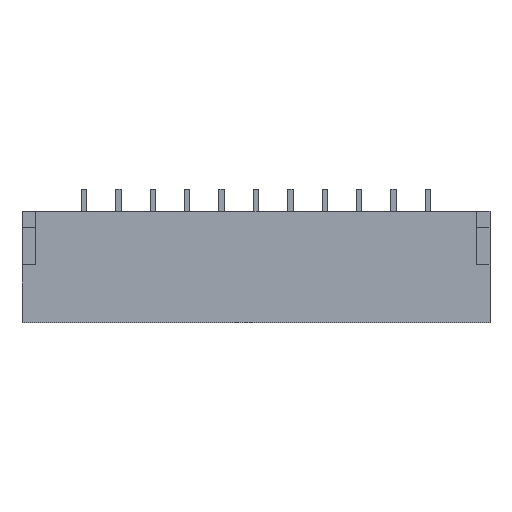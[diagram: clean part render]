
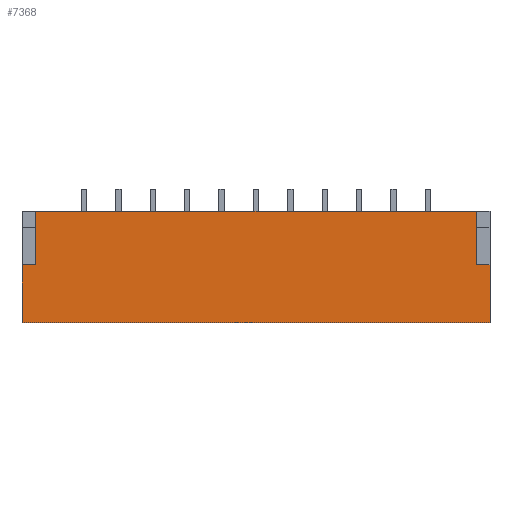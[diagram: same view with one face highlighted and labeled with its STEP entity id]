
A CAD part, top view. The second image highlights one B-rep face of the part: STEP entity #7368.
In plain terms, the highlighted planar face has unit normal (0, 0, 1).
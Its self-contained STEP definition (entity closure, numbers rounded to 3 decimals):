
#373 = PLANE('',#374);
#374 = AXIS2_PLACEMENT_3D('',#375,#376,#377);
#375 = CARTESIAN_POINT('',(8.5,-2.75,0.1));
#376 = DIRECTION('',(-1.,0.,0.));
#377 = DIRECTION('',(0.,-1.,0.));
#429 = PLANE('',#430);
#430 = AXIS2_PLACEMENT_3D('',#431,#432,#433);
#431 = CARTESIAN_POINT('',(-8.5,-2.75,0.1));
#432 = DIRECTION('',(1.,0.,0.));
#433 = DIRECTION('',(0.,1.,0.));
#2218 = PLANE('',#2219);
#2219 = AXIS2_PLACEMENT_3D('',#2220,#2221,#2222);
#2220 = CARTESIAN_POINT('',(8.5,1.3,4.35));
#2221 = DIRECTION('',(0.,-1.,0.));
#2222 = DIRECTION('',(1.,0.,0.));
#3127 = VERTEX_POINT('',#3128);
#3128 = CARTESIAN_POINT('',(-8.5,-2.75,4.35));
#3142 = PLANE('',#3143);
#3143 = AXIS2_PLACEMENT_3D('',#3144,#3145,#3146);
#3144 = CARTESIAN_POINT('',(8.5,-2.75,4.35));
#3145 = DIRECTION('',(0.,-1.,0.));
#3146 = DIRECTION('',(1.,0.,0.));
#3154 = EDGE_CURVE('',#3127,#3155,#3157,.T.);
#3155 = VERTEX_POINT('',#3156);
#3156 = CARTESIAN_POINT('',(-8.5,-0.65,4.35));
#3157 = SURFACE_CURVE('',#3158,(#3162,#3169),.PCURVE_S1.);
#3158 = LINE('',#3159,#3160);
#3159 = CARTESIAN_POINT('',(-8.5,-2.75,4.35));
#3160 = VECTOR('',#3161,1.);
#3161 = DIRECTION('',(0.,1.,0.));
#3162 = PCURVE('',#429,#3163);
#3163 = DEFINITIONAL_REPRESENTATION('',(#3164),#3168);
#3164 = LINE('',#3165,#3166);
#3165 = CARTESIAN_POINT('',(0.,4.25));
#3166 = VECTOR('',#3167,1.);
#3167 = DIRECTION('',(1.,0.));
#3168 = ( GEOMETRIC_REPRESENTATION_CONTEXT(2) 
PARAMETRIC_REPRESENTATION_CONTEXT() REPRESENTATION_CONTEXT('2D SPACE',''
  ) );
#3169 = PCURVE('',#3170,#3175);
#3170 = PLANE('',#3171);
#3171 = AXIS2_PLACEMENT_3D('',#3172,#3173,#3174);
#3172 = CARTESIAN_POINT('',(8.5,-2.75,4.35));
#3173 = DIRECTION('',(0.,0.,-1.));
#3174 = DIRECTION('',(1.,0.,0.));
#3175 = DEFINITIONAL_REPRESENTATION('',(#3176),#3180);
#3176 = LINE('',#3177,#3178);
#3177 = CARTESIAN_POINT('',(-17.,0.));
#3178 = VECTOR('',#3179,1.);
#3179 = DIRECTION('',(0.,-1.));
#3180 = ( GEOMETRIC_REPRESENTATION_CONTEXT(2) 
PARAMETRIC_REPRESENTATION_CONTEXT() REPRESENTATION_CONTEXT('2D SPACE',''
  ) );
#3198 = PLANE('',#3199);
#3199 = AXIS2_PLACEMENT_3D('',#3200,#3201,#3202);
#3200 = CARTESIAN_POINT('',(-8.,-0.65,4.35));
#3201 = DIRECTION('',(0.,1.,0.));
#3202 = DIRECTION('',(-1.,0.,0.));
#3743 = VERTEX_POINT('',#3744);
#3744 = CARTESIAN_POINT('',(8.5,-0.65,4.35));
#3758 = PLANE('',#3759);
#3759 = AXIS2_PLACEMENT_3D('',#3760,#3761,#3762);
#3760 = CARTESIAN_POINT('',(8.,-0.65,4.35));
#3761 = DIRECTION('',(0.,-1.,0.));
#3762 = DIRECTION('',(1.,0.,0.));
#3770 = EDGE_CURVE('',#3771,#3743,#3773,.T.);
#3771 = VERTEX_POINT('',#3772);
#3772 = CARTESIAN_POINT('',(8.5,-2.75,4.35));
#3773 = SURFACE_CURVE('',#3774,(#3778,#3785),.PCURVE_S1.);
#3774 = LINE('',#3775,#3776);
#3775 = CARTESIAN_POINT('',(8.5,-2.75,4.35));
#3776 = VECTOR('',#3777,1.);
#3777 = DIRECTION('',(0.,1.,0.));
#3778 = PCURVE('',#373,#3779);
#3779 = DEFINITIONAL_REPRESENTATION('',(#3780),#3784);
#3780 = LINE('',#3781,#3782);
#3781 = CARTESIAN_POINT('',(0.,4.25));
#3782 = VECTOR('',#3783,1.);
#3783 = DIRECTION('',(-1.,0.));
#3784 = ( GEOMETRIC_REPRESENTATION_CONTEXT(2) 
PARAMETRIC_REPRESENTATION_CONTEXT() REPRESENTATION_CONTEXT('2D SPACE',''
  ) );
#3785 = PCURVE('',#3170,#3786);
#3786 = DEFINITIONAL_REPRESENTATION('',(#3787),#3791);
#3787 = LINE('',#3788,#3789);
#3788 = CARTESIAN_POINT('',(0.,0.));
#3789 = VECTOR('',#3790,1.);
#3790 = DIRECTION('',(0.,-1.));
#3791 = ( GEOMETRIC_REPRESENTATION_CONTEXT(2) 
PARAMETRIC_REPRESENTATION_CONTEXT() REPRESENTATION_CONTEXT('2D SPACE',''
  ) );
#5691 = VERTEX_POINT('',#5692);
#5692 = CARTESIAN_POINT('',(-8.,1.3,4.35));
#5706 = PLANE('',#5707);
#5707 = AXIS2_PLACEMENT_3D('',#5708,#5709,#5710);
#5708 = CARTESIAN_POINT('',(-8.,-0.65,4.35));
#5709 = DIRECTION('',(-1.,0.,0.));
#5710 = DIRECTION('',(0.,1.,0.));
#5718 = EDGE_CURVE('',#5719,#5691,#5721,.T.);
#5719 = VERTEX_POINT('',#5720);
#5720 = CARTESIAN_POINT('',(8.,1.3,4.35));
#5721 = SURFACE_CURVE('',#5722,(#5726,#5733),.PCURVE_S1.);
#5722 = LINE('',#5723,#5724);
#5723 = CARTESIAN_POINT('',(8.5,1.3,4.35));
#5724 = VECTOR('',#5725,1.);
#5725 = DIRECTION('',(-1.,0.,0.));
#5726 = PCURVE('',#2218,#5727);
#5727 = DEFINITIONAL_REPRESENTATION('',(#5728),#5732);
#5728 = LINE('',#5729,#5730);
#5729 = CARTESIAN_POINT('',(0.,0.));
#5730 = VECTOR('',#5731,1.);
#5731 = DIRECTION('',(-1.,0.));
#5732 = ( GEOMETRIC_REPRESENTATION_CONTEXT(2) 
PARAMETRIC_REPRESENTATION_CONTEXT() REPRESENTATION_CONTEXT('2D SPACE',''
  ) );
#5733 = PCURVE('',#3170,#5734);
#5734 = DEFINITIONAL_REPRESENTATION('',(#5735),#5739);
#5735 = LINE('',#5736,#5737);
#5736 = CARTESIAN_POINT('',(0.,-4.05));
#5737 = VECTOR('',#5738,1.);
#5738 = DIRECTION('',(-1.,0.));
#5739 = ( GEOMETRIC_REPRESENTATION_CONTEXT(2) 
PARAMETRIC_REPRESENTATION_CONTEXT() REPRESENTATION_CONTEXT('2D SPACE',''
  ) );
#5757 = PLANE('',#5758);
#5758 = AXIS2_PLACEMENT_3D('',#5759,#5760,#5761);
#5759 = CARTESIAN_POINT('',(8.,-0.65,4.35));
#5760 = DIRECTION('',(1.,0.,0.));
#5761 = DIRECTION('',(0.,1.,0.));
#7368 = ADVANCED_FACE('',(#7369),#3170,.F.);
#7369 = FACE_BOUND('',#7370,.T.);
#7370 = EDGE_LOOP('',(#7371,#7394,#7395,#7416,#7417,#7440,#7461,#7462));
#7371 = ORIENTED_EDGE('',*,*,#7372,.T.);
#7372 = EDGE_CURVE('',#7373,#3155,#7375,.T.);
#7373 = VERTEX_POINT('',#7374);
#7374 = CARTESIAN_POINT('',(-8.,-0.65,4.35));
#7375 = SURFACE_CURVE('',#7376,(#7380,#7387),.PCURVE_S1.);
#7376 = LINE('',#7377,#7378);
#7377 = CARTESIAN_POINT('',(-8.,-0.65,4.35));
#7378 = VECTOR('',#7379,1.);
#7379 = DIRECTION('',(-1.,0.,0.));
#7380 = PCURVE('',#3170,#7381);
#7381 = DEFINITIONAL_REPRESENTATION('',(#7382),#7386);
#7382 = LINE('',#7383,#7384);
#7383 = CARTESIAN_POINT('',(-16.5,-2.1));
#7384 = VECTOR('',#7385,1.);
#7385 = DIRECTION('',(-1.,0.));
#7386 = ( GEOMETRIC_REPRESENTATION_CONTEXT(2) 
PARAMETRIC_REPRESENTATION_CONTEXT() REPRESENTATION_CONTEXT('2D SPACE',''
  ) );
#7387 = PCURVE('',#3198,#7388);
#7388 = DEFINITIONAL_REPRESENTATION('',(#7389),#7393);
#7389 = LINE('',#7390,#7391);
#7390 = CARTESIAN_POINT('',(0.,0.));
#7391 = VECTOR('',#7392,1.);
#7392 = DIRECTION('',(1.,0.));
#7393 = ( GEOMETRIC_REPRESENTATION_CONTEXT(2) 
PARAMETRIC_REPRESENTATION_CONTEXT() REPRESENTATION_CONTEXT('2D SPACE',''
  ) );
#7394 = ORIENTED_EDGE('',*,*,#3154,.F.);
#7395 = ORIENTED_EDGE('',*,*,#7396,.F.);
#7396 = EDGE_CURVE('',#3771,#3127,#7397,.T.);
#7397 = SURFACE_CURVE('',#7398,(#7402,#7409),.PCURVE_S1.);
#7398 = LINE('',#7399,#7400);
#7399 = CARTESIAN_POINT('',(8.5,-2.75,4.35));
#7400 = VECTOR('',#7401,1.);
#7401 = DIRECTION('',(-1.,0.,0.));
#7402 = PCURVE('',#3170,#7403);
#7403 = DEFINITIONAL_REPRESENTATION('',(#7404),#7408);
#7404 = LINE('',#7405,#7406);
#7405 = CARTESIAN_POINT('',(0.,0.));
#7406 = VECTOR('',#7407,1.);
#7407 = DIRECTION('',(-1.,0.));
#7408 = ( GEOMETRIC_REPRESENTATION_CONTEXT(2) 
PARAMETRIC_REPRESENTATION_CONTEXT() REPRESENTATION_CONTEXT('2D SPACE',''
  ) );
#7409 = PCURVE('',#3142,#7410);
#7410 = DEFINITIONAL_REPRESENTATION('',(#7411),#7415);
#7411 = LINE('',#7412,#7413);
#7412 = CARTESIAN_POINT('',(0.,0.));
#7413 = VECTOR('',#7414,1.);
#7414 = DIRECTION('',(-1.,0.));
#7415 = ( GEOMETRIC_REPRESENTATION_CONTEXT(2) 
PARAMETRIC_REPRESENTATION_CONTEXT() REPRESENTATION_CONTEXT('2D SPACE',''
  ) );
#7416 = ORIENTED_EDGE('',*,*,#3770,.T.);
#7417 = ORIENTED_EDGE('',*,*,#7418,.F.);
#7418 = EDGE_CURVE('',#7419,#3743,#7421,.T.);
#7419 = VERTEX_POINT('',#7420);
#7420 = CARTESIAN_POINT('',(8.,-0.65,4.35));
#7421 = SURFACE_CURVE('',#7422,(#7426,#7433),.PCURVE_S1.);
#7422 = LINE('',#7423,#7424);
#7423 = CARTESIAN_POINT('',(8.,-0.65,4.35));
#7424 = VECTOR('',#7425,1.);
#7425 = DIRECTION('',(1.,0.,0.));
#7426 = PCURVE('',#3170,#7427);
#7427 = DEFINITIONAL_REPRESENTATION('',(#7428),#7432);
#7428 = LINE('',#7429,#7430);
#7429 = CARTESIAN_POINT('',(-0.5,-2.1));
#7430 = VECTOR('',#7431,1.);
#7431 = DIRECTION('',(1.,0.));
#7432 = ( GEOMETRIC_REPRESENTATION_CONTEXT(2) 
PARAMETRIC_REPRESENTATION_CONTEXT() REPRESENTATION_CONTEXT('2D SPACE',''
  ) );
#7433 = PCURVE('',#3758,#7434);
#7434 = DEFINITIONAL_REPRESENTATION('',(#7435),#7439);
#7435 = LINE('',#7436,#7437);
#7436 = CARTESIAN_POINT('',(0.,0.));
#7437 = VECTOR('',#7438,1.);
#7438 = DIRECTION('',(1.,0.));
#7439 = ( GEOMETRIC_REPRESENTATION_CONTEXT(2) 
PARAMETRIC_REPRESENTATION_CONTEXT() REPRESENTATION_CONTEXT('2D SPACE',''
  ) );
#7440 = ORIENTED_EDGE('',*,*,#7441,.F.);
#7441 = EDGE_CURVE('',#5719,#7419,#7442,.T.);
#7442 = SURFACE_CURVE('',#7443,(#7447,#7454),.PCURVE_S1.);
#7443 = LINE('',#7444,#7445);
#7444 = CARTESIAN_POINT('',(8.,1.3,4.35));
#7445 = VECTOR('',#7446,1.);
#7446 = DIRECTION('',(0.,-1.,0.));
#7447 = PCURVE('',#3170,#7448);
#7448 = DEFINITIONAL_REPRESENTATION('',(#7449),#7453);
#7449 = LINE('',#7450,#7451);
#7450 = CARTESIAN_POINT('',(-0.5,-4.05));
#7451 = VECTOR('',#7452,1.);
#7452 = DIRECTION('',(0.,1.));
#7453 = ( GEOMETRIC_REPRESENTATION_CONTEXT(2) 
PARAMETRIC_REPRESENTATION_CONTEXT() REPRESENTATION_CONTEXT('2D SPACE',''
  ) );
#7454 = PCURVE('',#5757,#7455);
#7455 = DEFINITIONAL_REPRESENTATION('',(#7456),#7460);
#7456 = LINE('',#7457,#7458);
#7457 = CARTESIAN_POINT('',(1.95,0.));
#7458 = VECTOR('',#7459,1.);
#7459 = DIRECTION('',(-1.,0.));
#7460 = ( GEOMETRIC_REPRESENTATION_CONTEXT(2) 
PARAMETRIC_REPRESENTATION_CONTEXT() REPRESENTATION_CONTEXT('2D SPACE',''
  ) );
#7461 = ORIENTED_EDGE('',*,*,#5718,.T.);
#7462 = ORIENTED_EDGE('',*,*,#7463,.T.);
#7463 = EDGE_CURVE('',#5691,#7373,#7464,.T.);
#7464 = SURFACE_CURVE('',#7465,(#7469,#7476),.PCURVE_S1.);
#7465 = LINE('',#7466,#7467);
#7466 = CARTESIAN_POINT('',(-8.,1.3,4.35));
#7467 = VECTOR('',#7468,1.);
#7468 = DIRECTION('',(0.,-1.,0.));
#7469 = PCURVE('',#3170,#7470);
#7470 = DEFINITIONAL_REPRESENTATION('',(#7471),#7475);
#7471 = LINE('',#7472,#7473);
#7472 = CARTESIAN_POINT('',(-16.5,-4.05));
#7473 = VECTOR('',#7474,1.);
#7474 = DIRECTION('',(0.,1.));
#7475 = ( GEOMETRIC_REPRESENTATION_CONTEXT(2) 
PARAMETRIC_REPRESENTATION_CONTEXT() REPRESENTATION_CONTEXT('2D SPACE',''
  ) );
#7476 = PCURVE('',#5706,#7477);
#7477 = DEFINITIONAL_REPRESENTATION('',(#7478),#7482);
#7478 = LINE('',#7479,#7480);
#7479 = CARTESIAN_POINT('',(1.95,0.));
#7480 = VECTOR('',#7481,1.);
#7481 = DIRECTION('',(-1.,0.));
#7482 = ( GEOMETRIC_REPRESENTATION_CONTEXT(2) 
PARAMETRIC_REPRESENTATION_CONTEXT() REPRESENTATION_CONTEXT('2D SPACE',''
  ) );
